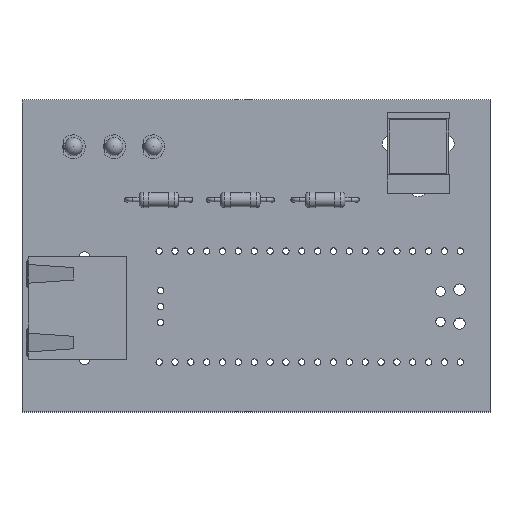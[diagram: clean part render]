
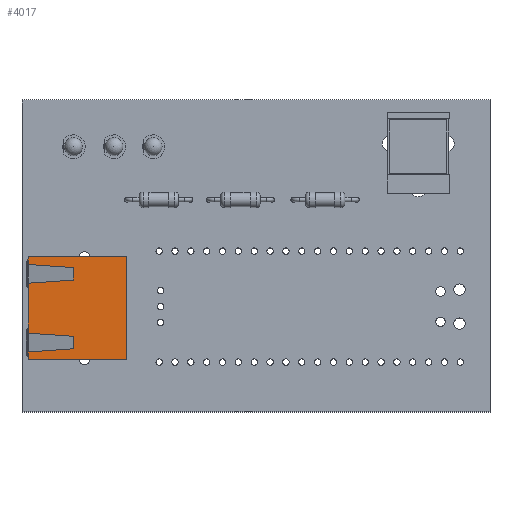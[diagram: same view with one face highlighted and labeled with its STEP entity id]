
A CAD part, top view. The second image highlights one B-rep face of the part: STEP entity #4017.
In plain terms, the highlighted planar face has unit normal (0, 0, 1).
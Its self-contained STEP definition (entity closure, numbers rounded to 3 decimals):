
#3245 = VERTEX_POINT('',#3246);
#3246 = CARTESIAN_POINT('',(11.805,-7.75,13.46));
#3252 = EDGE_CURVE('',#3245,#3253,#3255,.T.);
#3253 = VERTEX_POINT('',#3254);
#3254 = CARTESIAN_POINT('',(11.805,8.,13.46));
#3255 = LINE('',#3256,#3257);
#3256 = CARTESIAN_POINT('',(11.805,-7.75,13.46));
#3257 = VECTOR('',#3258,1.);
#3258 = DIRECTION('',(0.,1.,0.));
#3285 = VERTEX_POINT('',#3286);
#3286 = CARTESIAN_POINT('',(-4.705,-7.75,13.46));
#3292 = EDGE_CURVE('',#3285,#3245,#3293,.T.);
#3293 = LINE('',#3294,#3295);
#3294 = CARTESIAN_POINT('',(-4.705,-7.75,13.46));
#3295 = VECTOR('',#3296,1.);
#3296 = DIRECTION('',(1.,0.,0.));
#3314 = EDGE_CURVE('',#3253,#3315,#3317,.T.);
#3315 = VERTEX_POINT('',#3316);
#3316 = CARTESIAN_POINT('',(10.555,8.,13.46));
#3317 = LINE('',#3318,#3319);
#3318 = CARTESIAN_POINT('',(11.805,8.,13.46));
#3319 = VECTOR('',#3320,1.);
#3320 = DIRECTION('',(-1.,0.,0.));
#3322 = EDGE_CURVE('',#3315,#3323,#3325,.T.);
#3323 = VERTEX_POINT('',#3324);
#3324 = CARTESIAN_POINT('',(7.555,8.,13.46));
#3325 = LINE('',#3326,#3327);
#3326 = CARTESIAN_POINT('',(11.805,8.,13.46));
#3327 = VECTOR('',#3328,1.);
#3328 = DIRECTION('',(-1.,0.,0.));
#3330 = EDGE_CURVE('',#3323,#3331,#3333,.T.);
#3331 = VERTEX_POINT('',#3332);
#3332 = CARTESIAN_POINT('',(-0.455,8.,13.46));
#3333 = LINE('',#3334,#3335);
#3334 = CARTESIAN_POINT('',(11.805,8.,13.46));
#3335 = VECTOR('',#3336,1.);
#3336 = DIRECTION('',(-1.,0.,0.));
#3338 = EDGE_CURVE('',#3331,#3339,#3341,.T.);
#3339 = VERTEX_POINT('',#3340);
#3340 = CARTESIAN_POINT('',(-3.455,8.,13.46));
#3341 = LINE('',#3342,#3343);
#3342 = CARTESIAN_POINT('',(11.805,8.,13.46));
#3343 = VECTOR('',#3344,1.);
#3344 = DIRECTION('',(-1.,0.,0.));
#3346 = EDGE_CURVE('',#3339,#3347,#3349,.T.);
#3347 = VERTEX_POINT('',#3348);
#3348 = CARTESIAN_POINT('',(-4.705,8.,13.46));
#3349 = LINE('',#3350,#3351);
#3350 = CARTESIAN_POINT('',(11.805,8.,13.46));
#3351 = VECTOR('',#3352,1.);
#3352 = DIRECTION('',(-1.,0.,0.));
#4017 = ADVANCED_FACE('',(#4018),#4033,.F.);
#4018 = FACE_BOUND('',#4019,.F.);
#4019 = EDGE_LOOP('',(#4020,#4021,#4022,#4023,#4029,#4030,#4031,#4032));
#4020 = ORIENTED_EDGE('',*,*,#3314,.F.);
#4021 = ORIENTED_EDGE('',*,*,#3252,.F.);
#4022 = ORIENTED_EDGE('',*,*,#3292,.F.);
#4023 = ORIENTED_EDGE('',*,*,#4024,.F.);
#4024 = EDGE_CURVE('',#3347,#3285,#4025,.T.);
#4025 = LINE('',#4026,#4027);
#4026 = CARTESIAN_POINT('',(-4.705,8.,13.46));
#4027 = VECTOR('',#4028,1.);
#4028 = DIRECTION('',(0.,-1.,0.));
#4029 = ORIENTED_EDGE('',*,*,#3346,.F.);
#4030 = ORIENTED_EDGE('',*,*,#3338,.F.);
#4031 = ORIENTED_EDGE('',*,*,#3330,.F.);
#4032 = ORIENTED_EDGE('',*,*,#3322,.F.);
#4033 = PLANE('',#4034);
#4034 = AXIS2_PLACEMENT_3D('',#4035,#4036,#4037);
#4035 = CARTESIAN_POINT('',(11.805,8.,13.46));
#4036 = DIRECTION('',(-0.,0.,-1.));
#4037 = DIRECTION('',(1.,0.,-0.));
